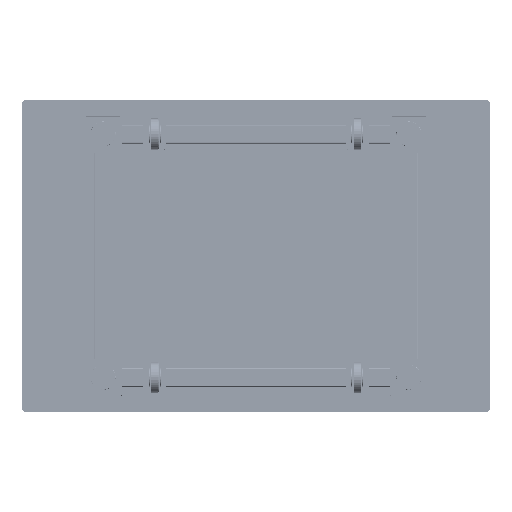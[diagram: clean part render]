
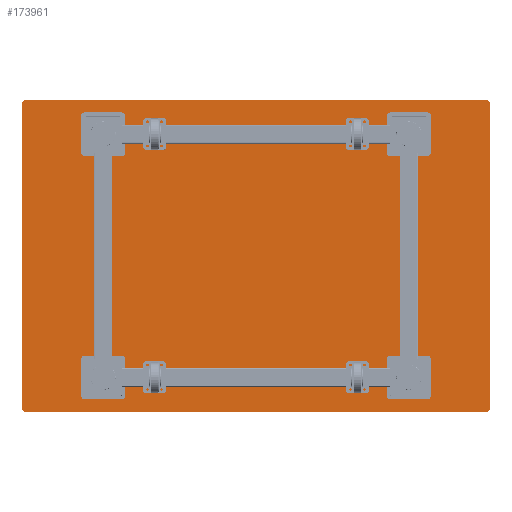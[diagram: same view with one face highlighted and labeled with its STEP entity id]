
A CAD part, top view. The second image highlights one B-rep face of the part: STEP entity #173961.
In plain terms, the highlighted planar face has unit normal (0, 0, 1).
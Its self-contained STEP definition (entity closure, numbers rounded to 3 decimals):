
#13147 = LINE ( 'NONE', #266640, #170600 ) ;
#15878 = EDGE_CURVE ( 'NONE', #262995, #183896, #58144, .T. ) ;
#18396 = VECTOR ( 'NONE', #311767, 1000. ) ;
#19967 = CIRCLE ( 'NONE', #156007, 11. ) ;
#21992 = VECTOR ( 'NONE', #24320, 1000. ) ;
#24320 = DIRECTION ( 'NONE',  ( 0., -1., 0. ) ) ;
#36794 = CARTESIAN_POINT ( 'NONE',  ( -1266.358, -91.076, -361.5 ) ) ;
#42441 = DIRECTION ( 'NONE',  ( 1., 0., 0. ) ) ;
#56333 = CARTESIAN_POINT ( 'NONE',  ( -1277.358, 886.924, -361.5 ) ) ;
#58144 = CIRCLE ( 'NONE', #73752, 11. ) ;
#62895 = CARTESIAN_POINT ( 'NONE',  ( 211.642, 897.924, -361.5 ) ) ;
#65564 = CARTESIAN_POINT ( 'NONE',  ( 222.642, -91.076, -361.5 ) ) ;
#67051 = CARTESIAN_POINT ( 'NONE',  ( 211.642, 886.924, -361.5 ) ) ;
#70871 = VERTEX_POINT ( 'NONE', #62895 ) ;
#73752 = AXIS2_PLACEMENT_3D ( 'NONE', #36794, #88947, #233205 ) ;
#77127 = CARTESIAN_POINT ( 'NONE',  ( 211.642, 886.924, -361.5 ) ) ;
#78273 = ORIENTED_EDGE ( 'NONE', *, *, #271690, .T. ) ;
#81726 = ORIENTED_EDGE ( 'NONE', *, *, #15878, .T. ) ;
#84791 = EDGE_CURVE ( 'NONE', #272724, #195613, #102106, .T. ) ;
#88947 = DIRECTION ( 'NONE',  ( 0., 0., 1. ) ) ;
#91502 = DIRECTION ( 'NONE',  ( 0., -1., 0. ) ) ;
#94496 = EDGE_LOOP ( 'NONE', ( #227532, #81726, #273523, #219022, #273180, #225942, #252187, #78273 ) ) ;
#102106 = CIRCLE ( 'NONE', #285138, 11. ) ;
#103742 = CARTESIAN_POINT ( 'NONE',  ( 222.642, 886.924, -361.5 ) ) ;
#104704 = CIRCLE ( 'NONE', #230287, 11. ) ;
#113371 = DIRECTION ( 'NONE',  ( 0., 1., 0. ) ) ;
#143407 = EDGE_CURVE ( 'NONE', #182324, #262995, #230395, .T. ) ;
#156007 = AXIS2_PLACEMENT_3D ( 'NONE', #200265, #201850, #299890 ) ;
#159055 = DIRECTION ( 'NONE',  ( 0., 0., 1. ) ) ;
#170600 = VECTOR ( 'NONE', #42441, 1000. ) ;
#172470 = CARTESIAN_POINT ( 'NONE',  ( -1266.358, -102.076, -361.5 ) ) ;
#173961 = ADVANCED_FACE ( 'NONE', ( #206477 ), #182012, .T. ) ;
#180310 = LINE ( 'NONE', #307699, #285432 ) ;
#182012 = PLANE ( 'NONE',  #287558 ) ;
#182324 = VERTEX_POINT ( 'NONE', #56333 ) ;
#183896 = VERTEX_POINT ( 'NONE', #172470 ) ;
#186846 = VERTEX_POINT ( 'NONE', #103742 ) ;
#188323 = EDGE_CURVE ( 'NONE', #70871, #243713, #180310, .T. ) ;
#188412 = EDGE_CURVE ( 'NONE', #183896, #272724, #13147, .T. ) ;
#192119 = DIRECTION ( 'NONE',  ( 0., 0., 1. ) ) ;
#195036 = CARTESIAN_POINT ( 'NONE',  ( 211.642, -102.076, -361.5 ) ) ;
#195613 = VERTEX_POINT ( 'NONE', #65564 ) ;
#200265 = CARTESIAN_POINT ( 'NONE',  ( -1266.358, 886.924, -361.5 ) ) ;
#201850 = DIRECTION ( 'NONE',  ( 0., 0., 1. ) ) ;
#206477 = FACE_OUTER_BOUND ( 'NONE', #94496, .T. ) ;
#216961 = EDGE_CURVE ( 'NONE', #195613, #186846, #287227, .T. ) ;
#219022 = ORIENTED_EDGE ( 'NONE', *, *, #84791, .T. ) ;
#225942 = ORIENTED_EDGE ( 'NONE', *, *, #277956, .T. ) ;
#227169 = CARTESIAN_POINT ( 'NONE',  ( -1277.358, 886.924, -361.5 ) ) ;
#227532 = ORIENTED_EDGE ( 'NONE', *, *, #143407, .T. ) ;
#230287 = AXIS2_PLACEMENT_3D ( 'NONE', #77127, #159055, #306250 ) ;
#230395 = LINE ( 'NONE', #227169, #21992 ) ;
#233205 = DIRECTION ( 'NONE',  ( 0., 1., 0. ) ) ;
#237859 = CARTESIAN_POINT ( 'NONE',  ( 211.642, -91.076, -361.5 ) ) ;
#239716 = CARTESIAN_POINT ( 'NONE',  ( 222.642, 886.924, -361.5 ) ) ;
#242304 = CARTESIAN_POINT ( 'NONE',  ( -1277.358, -91.076, -361.5 ) ) ;
#243713 = VERTEX_POINT ( 'NONE', #274330 ) ;
#252187 = ORIENTED_EDGE ( 'NONE', *, *, #188323, .T. ) ;
#262995 = VERTEX_POINT ( 'NONE', #242304 ) ;
#266640 = CARTESIAN_POINT ( 'NONE',  ( 211.642, -102.076, -361.5 ) ) ;
#271690 = EDGE_CURVE ( 'NONE', #243713, #182324, #19967, .T. ) ;
#272724 = VERTEX_POINT ( 'NONE', #195036 ) ;
#273180 = ORIENTED_EDGE ( 'NONE', *, *, #216961, .T. ) ;
#273523 = ORIENTED_EDGE ( 'NONE', *, *, #188412, .T. ) ;
#274330 = CARTESIAN_POINT ( 'NONE',  ( -1266.358, 897.924, -361.5 ) ) ;
#277956 = EDGE_CURVE ( 'NONE', #186846, #70871, #104704, .T. ) ;
#279939 = DIRECTION ( 'NONE',  ( -1., 0., 0. ) ) ;
#285138 = AXIS2_PLACEMENT_3D ( 'NONE', #237859, #192119, #113371 ) ;
#285432 = VECTOR ( 'NONE', #279939, 1000. ) ;
#287227 = LINE ( 'NONE', #239716, #18396 ) ;
#287558 = AXIS2_PLACEMENT_3D ( 'NONE', #67051, #289700, #91502 ) ;
#289700 = DIRECTION ( 'NONE',  ( 0., 0., 1. ) ) ;
#299890 = DIRECTION ( 'NONE',  ( 0., 1., 0. ) ) ;
#306250 = DIRECTION ( 'NONE',  ( 0., 1., 0. ) ) ;
#307699 = CARTESIAN_POINT ( 'NONE',  ( 211.642, 897.924, -361.5 ) ) ;
#311767 = DIRECTION ( 'NONE',  ( 0., 1., 0. ) ) ;
